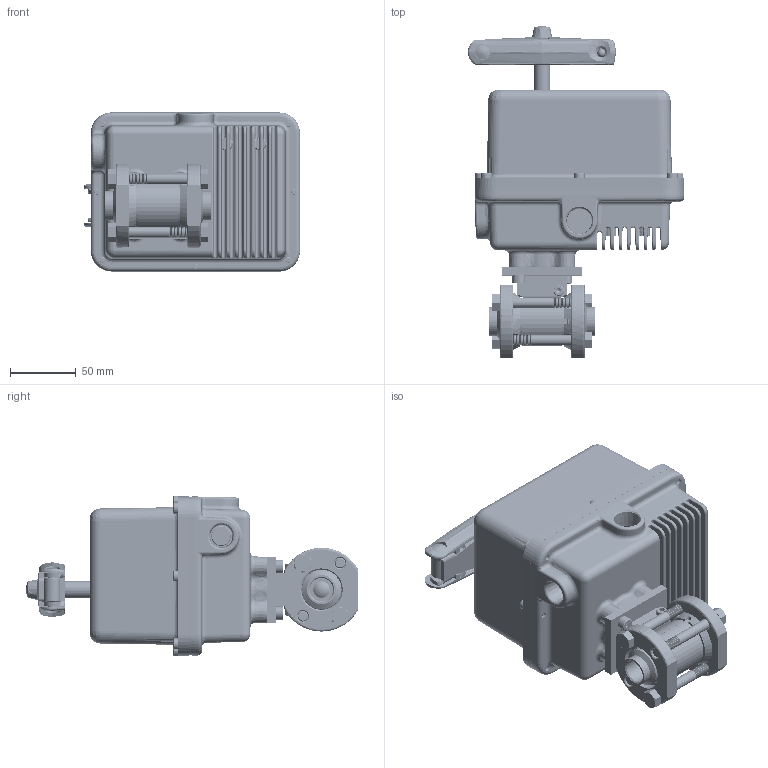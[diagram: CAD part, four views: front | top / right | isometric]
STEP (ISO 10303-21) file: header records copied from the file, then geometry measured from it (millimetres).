
FILE_DESCRIPTION (( 'STEP AP203' ), '1' );
FILE_NAME ('27XXSWF600.step', '2018-04-05T15:13:07', ( '' ), ( '' ), 'SwSTEP 2.0', 'SolidWorks 2017', '' );
FILE_SCHEMA (( 'CONFIG_CONTROL_DESIGN' ));
Products named in the file (1): 27XXSWF600
Bounding box: 163.85 x 251.68 x 121.31 mm (x, y, z)
Volume: 703365.4 mm3; surface area: 311113.1 mm2
Topology: 33 solids, 33 shells, 3810 faces, 9627 edges, 5960 vertices
Faces by surface type: cone 1349, cylinder 964, plane 860, bspline 444, torus 143, sphere 50
Entity records: 148008 total; most frequent: CARTESIAN_POINT 59424, ORIENTED_EDGE 19096, DIRECTION 18203, EDGE_CURVE 9548, AXIS2_PLACEMENT_3D 7156, VERTEX_POINT 5951, EDGE_LOOP 4069, VECTOR 3891
